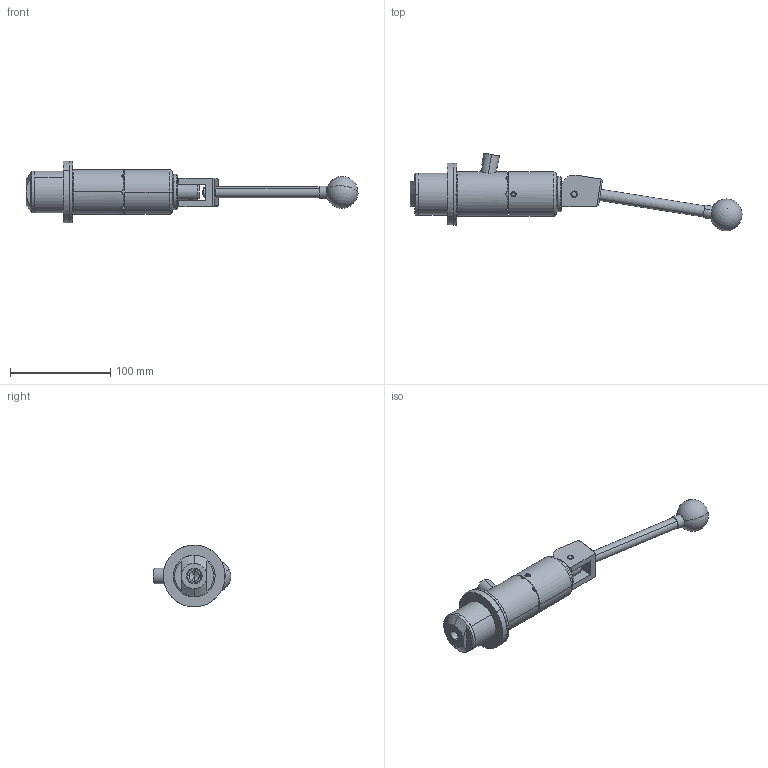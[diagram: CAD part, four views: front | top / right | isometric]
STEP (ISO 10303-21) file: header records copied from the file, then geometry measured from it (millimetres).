
FILE_DESCRIPTION (( 'STEP AP214' ), '1' );
FILE_NAME ('CTSC-003914.STEP', '2025-06-26T15:51:19', ( '' ), ( '' ), 'SwSTEP 2.0', 'SolidWorks 2023', '' );
FILE_SCHEMA (( 'AUTOMOTIVE_DESIGN' ));
Length unit declared in the file: inch
Products named in the file (1): CTSC-003914
Bounding box: 330.67 x 77.27 x 61.59 mm (x, y, z)
Volume: 276900.6 mm3; surface area: 67772 mm2
Topology: 9 solids, 10 shells, 285 faces, 685 edges, 433 vertices
Faces by surface type: cylinder 119, plane 104, cone 44, torus 13, bspline 3, sphere 2
Entity records: 13711 total; most frequent: CARTESIAN_POINT 3439, DIRECTION 1384, ORIENTED_EDGE 1352, EDGE_CURVE 676, AXIS2_PLACEMENT_3D 547, VERTEX_POINT 430, EDGE_LOOP 322, LINE 290
